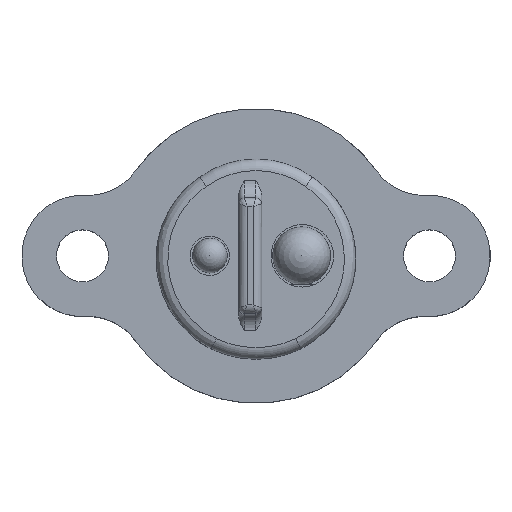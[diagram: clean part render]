
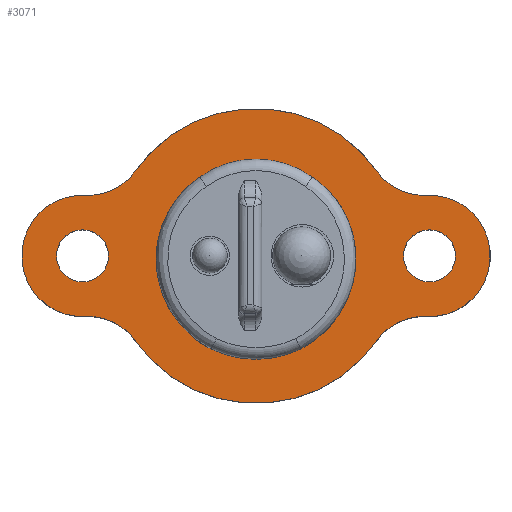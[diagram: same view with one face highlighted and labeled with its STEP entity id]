
A CAD part, top view. The second image highlights one B-rep face of the part: STEP entity #3071.
In plain terms, the highlighted planar face has unit normal (0, 0, 1).
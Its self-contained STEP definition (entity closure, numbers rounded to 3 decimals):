
#97=FACE_BOUND('',#617,.T.);
#98=FACE_BOUND('',#618,.T.);
#99=FACE_BOUND('',#619,.T.);
#125=B_SPLINE_CURVE_WITH_KNOTS('',3,(#6042,#6043,#6044,#6045,#6046,#6047,
#6048,#6049,#6050,#6051,#6052,#6053,#6054,#6055,#6056,#6057,#6058,#6059,
#6060),.UNSPECIFIED.,.F.,.F.,(4,3,3,3,3,3,4),(-1.799,-1.569,
-1.34,-0.999,-0.662,-0.329,
0.),.UNSPECIFIED.);
#126=B_SPLINE_CURVE_WITH_KNOTS('',3,(#6147,#6148,#6149,#6150,#6151,#6152,
#6153,#6154,#6155,#6156,#6157,#6158,#6159,#6160,#6161,#6162,#6163,#6164,
#6165),.UNSPECIFIED.,.F.,.F.,(4,3,3,3,3,3,4),(-1.802,-1.584,
-1.364,-1.029,-0.69,-0.347,
0.),.UNSPECIFIED.);
#277=PLANE('',#3401);
#433=FACE_OUTER_BOUND('',#616,.T.);
#616=EDGE_LOOP('',(#2733,#2734,#2735,#2736,#2737,#2738,#2739,#2740));
#617=EDGE_LOOP('',(#2741));
#618=EDGE_LOOP('',(#2742,#2743,#2744,#2745));
#619=EDGE_LOOP('',(#2746));
#1263=CIRCLE('',#3357,8.37);
#1267=CIRCLE('',#3363,12.75);
#1282=CIRCLE('',#3383,2.25);
#1285=CIRCLE('',#3388,2.25);
#1286=CIRCLE('',#3390,5.);
#1287=CIRCLE('',#3392,5.25);
#1288=CIRCLE('',#3394,5.);
#1289=CIRCLE('',#3396,5.25);
#1290=CIRCLE('',#3398,5.);
#1291=CIRCLE('',#3400,5.);
#1292=CIRCLE('',#3402,12.75);
#1293=CIRCLE('',#3403,8.942);
#1536=VERTEX_POINT('',#5851);
#1537=VERTEX_POINT('',#5853);
#1538=VERTEX_POINT('',#6040);
#1542=VERTEX_POINT('',#6069);
#1543=VERTEX_POINT('',#6071);
#1556=VERTEX_POINT('',#6108);
#1558=VERTEX_POINT('',#6116);
#1559=VERTEX_POINT('',#6120);
#1560=VERTEX_POINT('',#6121);
#1561=VERTEX_POINT('',#6126);
#1562=VERTEX_POINT('',#6130);
#1563=VERTEX_POINT('',#6132);
#1564=VERTEX_POINT('',#6136);
#1565=VERTEX_POINT('',#6145);
#1924=EDGE_CURVE('',#1536,#1537,#1263,.T.);
#1927=EDGE_CURVE('',#1538,#1536,#125,.T.);
#1932=EDGE_CURVE('',#1542,#1543,#1267,.T.);
#1951=EDGE_CURVE('',#1556,#1556,#1282,.T.);
#1955=EDGE_CURVE('',#1558,#1558,#1285,.T.);
#1957=EDGE_CURVE('',#1559,#1560,#1286,.T.);
#1960=EDGE_CURVE('',#1561,#1560,#1287,.T.);
#1963=EDGE_CURVE('',#1562,#1563,#1288,.T.);
#1966=EDGE_CURVE('',#1562,#1564,#1289,.T.);
#1967=EDGE_CURVE('',#1561,#1542,#1290,.T.);
#1968=EDGE_CURVE('',#1543,#1564,#1291,.T.);
#1969=EDGE_CURVE('',#1563,#1559,#1292,.T.);
#1970=EDGE_CURVE('',#1565,#1538,#1293,.T.);
#1971=EDGE_CURVE('',#1537,#1565,#126,.T.);
#2733=ORIENTED_EDGE('',*,*,#1960,.T.);
#2734=ORIENTED_EDGE('',*,*,#1957,.F.);
#2735=ORIENTED_EDGE('',*,*,#1969,.F.);
#2736=ORIENTED_EDGE('',*,*,#1963,.F.);
#2737=ORIENTED_EDGE('',*,*,#1966,.T.);
#2738=ORIENTED_EDGE('',*,*,#1968,.F.);
#2739=ORIENTED_EDGE('',*,*,#1932,.F.);
#2740=ORIENTED_EDGE('',*,*,#1967,.F.);
#2741=ORIENTED_EDGE('',*,*,#1951,.T.);
#2742=ORIENTED_EDGE('',*,*,#1970,.F.);
#2743=ORIENTED_EDGE('',*,*,#1971,.F.);
#2744=ORIENTED_EDGE('',*,*,#1924,.F.);
#2745=ORIENTED_EDGE('',*,*,#1927,.F.);
#2746=ORIENTED_EDGE('',*,*,#1955,.T.);
#3071=ADVANCED_FACE('',(#433,#97,#98,#99),#277,.T.);
#3357=AXIS2_PLACEMENT_3D('',#5854,#4100,#4101);
#3363=AXIS2_PLACEMENT_3D('',#6072,#4115,#4116);
#3383=AXIS2_PLACEMENT_3D('',#6109,#4159,#4160);
#3388=AXIS2_PLACEMENT_3D('',#6117,#4170,#4171);
#3390=AXIS2_PLACEMENT_3D('',#6122,#4175,#4176);
#3392=AXIS2_PLACEMENT_3D('',#6127,#4181,#4182);
#3394=AXIS2_PLACEMENT_3D('',#6133,#4187,#4188);
#3396=AXIS2_PLACEMENT_3D('',#6138,#4193,#4194);
#3398=AXIS2_PLACEMENT_3D('',#6140,#4197,#4198);
#3400=AXIS2_PLACEMENT_3D('',#6142,#4201,#4202);
#3401=AXIS2_PLACEMENT_3D('',#6143,#4203,#4204);
#3402=AXIS2_PLACEMENT_3D('',#6144,#4205,#4206);
#3403=AXIS2_PLACEMENT_3D('',#6146,#4207,#4208);
#4100=DIRECTION('center_axis',(0.,0.,
1.));
#4101=DIRECTION('ref_axis',(0.581,0.814,0.));
#4115=DIRECTION('center_axis',(0.,0.,
-1.));
#4116=DIRECTION('ref_axis',(-1.,0.,0.));
#4159=DIRECTION('center_axis',(0.,0.,-1.));
#4160=DIRECTION('ref_axis',(-1.,0.,0.));
#4170=DIRECTION('center_axis',(0.,0.,-1.));
#4171=DIRECTION('ref_axis',(-1.,0.,0.));
#4175=DIRECTION('center_axis',(0.,0.,
1.));
#4176=DIRECTION('ref_axis',(0.438,0.899,0.));
#4181=DIRECTION('center_axis',(0.,0.,1.));
#4182=DIRECTION('ref_axis',(-1.,0.,0.));
#4187=DIRECTION('center_axis',(0.,0.,
1.));
#4188=DIRECTION('ref_axis',(-0.438,0.899,0.));
#4193=DIRECTION('center_axis',(0.,0.,1.));
#4194=DIRECTION('ref_axis',(-1.,0.,0.));
#4197=DIRECTION('center_axis',(0.,0.,
1.));
#4198=DIRECTION('ref_axis',(0.438,-0.899,0.));
#4201=DIRECTION('center_axis',(0.,0.,
1.));
#4202=DIRECTION('ref_axis',(-0.438,-0.899,0.));
#4203=DIRECTION('center_axis',(0.,0.,
1.));
#4204=DIRECTION('ref_axis',(1.,0.,0.));
#4205=DIRECTION('center_axis',(0.,0.,
-1.));
#4206=DIRECTION('ref_axis',(-1.,0.,0.));
#4207=DIRECTION('center_axis',(0.,0.,
1.));
#4208=DIRECTION('ref_axis',(-0.434,-0.901,0.));
#5851=CARTESIAN_POINT('',(89.36,103.279,13.324));
#5853=CARTESIAN_POINT('',(79.641,103.279,13.324));
#5854=CARTESIAN_POINT('Origin',(84.501,96.464,13.324));
#6040=CARTESIAN_POINT('',(88.382,88.408,13.324));
#6042=CARTESIAN_POINT('Ctrl Pts',(88.382,88.408,13.324));
#6043=CARTESIAN_POINT('Ctrl Pts',(89.064,88.763,13.324));
#6044=CARTESIAN_POINT('Ctrl Pts',(89.697,89.205,13.324));
#6045=CARTESIAN_POINT('Ctrl Pts',(90.266,89.722,13.324));
#6046=CARTESIAN_POINT('Ctrl Pts',(90.83,90.236,13.324));
#6047=CARTESIAN_POINT('Ctrl Pts',(91.326,90.82,13.324));
#6048=CARTESIAN_POINT('Ctrl Pts',(91.74,91.461,13.324));
#6049=CARTESIAN_POINT('Ctrl Pts',(92.357,92.417,13.324));
#6050=CARTESIAN_POINT('Ctrl Pts',(92.783,93.485,13.324));
#6051=CARTESIAN_POINT('Ctrl Pts',(92.991,94.604,13.324));
#6052=CARTESIAN_POINT('Ctrl Pts',(93.197,95.709,13.324));
#6053=CARTESIAN_POINT('Ctrl Pts',(93.186,96.844,13.324));
#6054=CARTESIAN_POINT('Ctrl Pts',(92.957,97.944,13.324));
#6055=CARTESIAN_POINT('Ctrl Pts',(92.73,99.032,13.324));
#6056=CARTESIAN_POINT('Ctrl Pts',(92.295,100.064,13.324));
#6057=CARTESIAN_POINT('Ctrl Pts',(91.673,100.984,13.324));
#6058=CARTESIAN_POINT('Ctrl Pts',(91.058,101.892,13.324));
#6059=CARTESIAN_POINT('Ctrl Pts',(90.273,102.672,13.324));
#6060=CARTESIAN_POINT('Ctrl Pts',(89.36,103.279,13.324));
#6069=CARTESIAN_POINT('',(74.085,103.818,13.324));
#6071=CARTESIAN_POINT('',(94.916,103.818,13.324));
#6072=CARTESIAN_POINT('Origin',(84.501,96.464,13.324));
#6108=CARTESIAN_POINT('',(71.751,96.464,13.324));
#6109=CARTESIAN_POINT('Origin',(69.501,96.464,13.324));
#6116=CARTESIAN_POINT('',(101.751,96.464,13.324));
#6117=CARTESIAN_POINT('Origin',(99.501,96.464,13.324));
#6120=CARTESIAN_POINT('',(74.085,89.11,13.324));
#6121=CARTESIAN_POINT('',(69.757,91.22,13.324));
#6122=CARTESIAN_POINT('Origin',(70.001,86.226,13.324));
#6126=CARTESIAN_POINT('',(69.757,101.708,13.324));
#6127=CARTESIAN_POINT('Origin',(69.501,96.464,13.324));
#6130=CARTESIAN_POINT('',(99.244,91.22,13.324));
#6132=CARTESIAN_POINT('',(94.916,89.11,13.324));
#6133=CARTESIAN_POINT('Origin',(99.001,86.226,13.324));
#6136=CARTESIAN_POINT('',(99.244,101.708,13.324));
#6138=CARTESIAN_POINT('Origin',(99.501,96.464,13.324));
#6140=CARTESIAN_POINT('Origin',(70.001,106.702,13.324));
#6142=CARTESIAN_POINT('Origin',(99.001,106.702,13.324));
#6143=CARTESIAN_POINT('Origin',(84.501,96.464,13.324));
#6144=CARTESIAN_POINT('Origin',(84.501,96.464,13.324));
#6145=CARTESIAN_POINT('',(80.619,88.408,13.324));
#6146=CARTESIAN_POINT('Origin',(84.501,96.464,13.324));
#6147=CARTESIAN_POINT('Ctrl Pts',(79.641,103.279,13.324));
#6148=CARTESIAN_POINT('Ctrl Pts',(79.036,102.877,13.324));
#6149=CARTESIAN_POINT('Ctrl Pts',(78.487,102.399,13.324));
#6150=CARTESIAN_POINT('Ctrl Pts',(78.005,101.856,13.324));
#6151=CARTESIAN_POINT('Ctrl Pts',(77.519,101.308,13.324));
#6152=CARTESIAN_POINT('Ctrl Pts',(77.107,100.7,13.324));
#6153=CARTESIAN_POINT('Ctrl Pts',(76.778,100.046,13.324));
#6154=CARTESIAN_POINT('Ctrl Pts',(76.276,99.05,13.324));
#6155=CARTESIAN_POINT('Ctrl Pts',(75.975,97.966,13.324));
#6156=CARTESIAN_POINT('Ctrl Pts',(75.889,96.854,13.324));
#6157=CARTESIAN_POINT('Ctrl Pts',(75.802,95.729,13.324));
#6158=CARTESIAN_POINT('Ctrl Pts',(75.937,94.597,13.324));
#6159=CARTESIAN_POINT('Ctrl Pts',(76.284,93.523,13.324));
#6160=CARTESIAN_POINT('Ctrl Pts',(76.635,92.435,13.324));
#6161=CARTESIAN_POINT('Ctrl Pts',(77.196,91.427,13.324));
#6162=CARTESIAN_POINT('Ctrl Pts',(77.934,90.554,13.324));
#6163=CARTESIAN_POINT('Ctrl Pts',(78.68,89.67,13.324));
#6164=CARTESIAN_POINT('Ctrl Pts',(79.593,88.942,13.324));
#6165=CARTESIAN_POINT('Ctrl Pts',(80.619,88.408,13.324));
